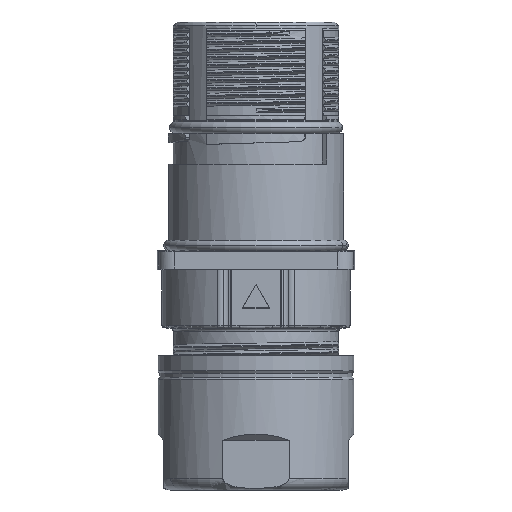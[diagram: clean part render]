
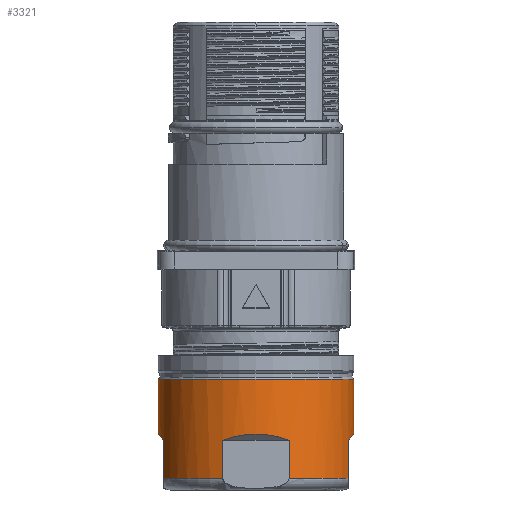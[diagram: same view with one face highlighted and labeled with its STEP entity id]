
A CAD part, left-side view. The second image highlights one B-rep face of the part: STEP entity #3321.
In plain terms, the highlighted cylindrical face has radius 12.75 mm (diameter 25.5 mm), a partial arc.
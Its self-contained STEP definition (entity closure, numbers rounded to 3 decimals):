
#1099=B_SPLINE_CURVE_WITH_KNOTS('',3,(#27743,#27744,#27745,#27746),
 .UNSPECIFIED.,.F.,.F.,(4,4),(0.,1.),.UNSPECIFIED.);
#1102=B_SPLINE_CURVE_WITH_KNOTS('',3,(#27771,#27772,#27773,#27774),
 .UNSPECIFIED.,.F.,.F.,(4,4),(0.,1.),.UNSPECIFIED.);
#1109=B_SPLINE_CURVE_WITH_KNOTS('',3,(#27849,#27850,#27851,#27852),
 .UNSPECIFIED.,.F.,.F.,(4,4),(0.,1.),.UNSPECIFIED.);
#1344=CYLINDRICAL_SURFACE('',#12526,12.75);
#2117=LINE('',#27748,#2655);
#2118=LINE('',#27750,#2656);
#2120=LINE('',#27788,#2658);
#2127=LINE('',#27856,#2665);
#2130=LINE('',#27896,#2668);
#2131=LINE('',#27897,#2669);
#2655=VECTOR('',#14817,1.);
#2656=VECTOR('',#14818,1.);
#2658=VECTOR('',#14824,1.);
#2665=VECTOR('',#14849,1.);
#2668=VECTOR('',#14888,1.);
#2669=VECTOR('',#14889,1.);
#3321=ADVANCED_FACE('',(#4102),#1344,.T.);
#4102=FACE_OUTER_BOUND('',#4791,.T.);
#4791=EDGE_LOOP('',(#8305,#8306,#8307,#8308,#8309,#8310,#8311,#8312,#8313,
#8314,#8315,#8316));
#8305=ORIENTED_EDGE('',*,*,#11270,.T.);
#8306=ORIENTED_EDGE('',*,*,#11268,.F.);
#8307=ORIENTED_EDGE('',*,*,#11269,.F.);
#8308=ORIENTED_EDGE('',*,*,#11295,.T.);
#8309=ORIENTED_EDGE('',*,*,#11293,.F.);
#8310=ORIENTED_EDGE('',*,*,#11291,.F.);
#8311=ORIENTED_EDGE('',*,*,#11310,.F.);
#8312=ORIENTED_EDGE('',*,*,#11265,.T.);
#8313=ORIENTED_EDGE('',*,*,#11309,.F.);
#8314=ORIENTED_EDGE('',*,*,#11274,.F.);
#8315=ORIENTED_EDGE('',*,*,#11276,.T.);
#8316=ORIENTED_EDGE('',*,*,#11296,.T.);
#9505=VERTEX_POINT('',#27733);
#9506=VERTEX_POINT('',#27735);
#9507=VERTEX_POINT('',#27741);
#9508=VERTEX_POINT('',#27742);
#9509=VERTEX_POINT('',#27749);
#9510=VERTEX_POINT('',#27751);
#9511=VERTEX_POINT('',#27767);
#9513=VERTEX_POINT('',#27770);
#9514=VERTEX_POINT('',#27786);
#9524=VERTEX_POINT('',#27842);
#9526=VERTEX_POINT('',#27848);
#9528=VERTEX_POINT('',#27857);
#11265=EDGE_CURVE('',#9505,#9506,#11583,.T.);
#11268=EDGE_CURVE('',#9508,#9507,#1099,.T.);
#11269=EDGE_CURVE('',#9509,#9508,#2117,.T.);
#11270=EDGE_CURVE('',#9510,#9507,#2118,.T.);
#11274=EDGE_CURVE('',#9513,#9511,#1102,.T.);
#11276=EDGE_CURVE('',#9513,#9514,#2120,.T.);
#11291=EDGE_CURVE('',#9526,#9524,#1109,.T.);
#11293=EDGE_CURVE('',#9524,#9528,#2127,.T.);
#11295=EDGE_CURVE('',#9509,#9528,#11589,.T.);
#11296=EDGE_CURVE('',#9514,#9510,#11590,.T.);
#11309=EDGE_CURVE('',#9511,#9506,#2130,.T.);
#11310=EDGE_CURVE('',#9505,#9526,#2131,.T.);
#11583=CIRCLE('',#12486,12.75);
#11589=CIRCLE('',#12503,12.75);
#11590=CIRCLE('',#12504,12.75);
#12486=AXIS2_PLACEMENT_3D('',#27736,#14806,#14807);
#12503=AXIS2_PLACEMENT_3D('',#27869,#14852,#14853);
#12504=AXIS2_PLACEMENT_3D('',#27870,#14854,#14855);
#12526=AXIS2_PLACEMENT_3D('',#27910,#14906,#14907);
#14806=DIRECTION('',(0.,0.,-1.));
#14807=DIRECTION('',(0.,-1.,0.));
#14817=DIRECTION('',(0.,0.,1.));
#14818=DIRECTION('',(0.,0.,1.));
#14824=DIRECTION('',(0.,0.,-1.));
#14849=DIRECTION('',(0.,0.,-1.));
#14852=DIRECTION('',(0.,0.,1.));
#14853=DIRECTION('',(-0.941,-0.338,0.));
#14854=DIRECTION('',(0.,0.,1.));
#14855=DIRECTION('',(-0.338,0.941,0.));
#14888=DIRECTION('',(0.,0.,1.));
#14889=DIRECTION('',(0.,0.,-1.));
#14906=DIRECTION('',(0.,0.,-1.));
#14907=DIRECTION('',(0.,-1.,0.));
#27733=CARTESIAN_POINT('',(0.,-12.75,14.429));
#27735=CARTESIAN_POINT('',(0.,12.75,14.429));
#27736=CARTESIAN_POINT('',(0.,0.,14.429));
#27741=CARTESIAN_POINT('',(-12.,4.308,6.5));
#27742=CARTESIAN_POINT('',(-12.,-4.308,6.5));
#27743=CARTESIAN_POINT('',(-12.,-4.308,6.5));
#27744=CARTESIAN_POINT('',(-13.007,-1.502,7.507));
#27745=CARTESIAN_POINT('',(-13.008,1.5,7.508));
#27746=CARTESIAN_POINT('',(-12.,4.308,6.5));
#27748=CARTESIAN_POINT('',(-12.,-4.308,6.5));
#27749=CARTESIAN_POINT('',(-12.,-4.308,1.5));
#27750=CARTESIAN_POINT('',(-12.,4.308,6.5));
#27751=CARTESIAN_POINT('',(-12.,4.308,1.5));
#27767=CARTESIAN_POINT('',(0.,12.75,7.25));
#27770=CARTESIAN_POINT('',(-4.308,12.,6.5));
#27771=CARTESIAN_POINT('',(-4.308,12.,6.5));
#27772=CARTESIAN_POINT('',(-2.916,12.5,7.));
#27773=CARTESIAN_POINT('',(-1.48,12.75,7.25));
#27774=CARTESIAN_POINT('',(0.,12.75,7.25));
#27786=CARTESIAN_POINT('',(-4.308,12.,1.5));
#27788=CARTESIAN_POINT('',(-4.308,12.,6.5));
#27842=CARTESIAN_POINT('',(-4.308,-12.,6.5));
#27848=CARTESIAN_POINT('',(0.,-12.75,7.25));
#27849=CARTESIAN_POINT('',(0.,-12.75,7.25));
#27850=CARTESIAN_POINT('',(-1.48,-12.75,7.25));
#27851=CARTESIAN_POINT('',(-2.916,-12.5,7.));
#27852=CARTESIAN_POINT('',(-4.308,-12.,6.5));
#27856=CARTESIAN_POINT('',(-4.308,-12.,6.5));
#27857=CARTESIAN_POINT('',(-4.308,-12.,1.5));
#27869=CARTESIAN_POINT('',(0.,0.,1.5));
#27870=CARTESIAN_POINT('',(0.,0.,1.5));
#27896=CARTESIAN_POINT('',(0.,12.75,7.25));
#27897=CARTESIAN_POINT('',(0.,-12.75,14.429));
#27910=CARTESIAN_POINT('',(0.,0.,29.096));
